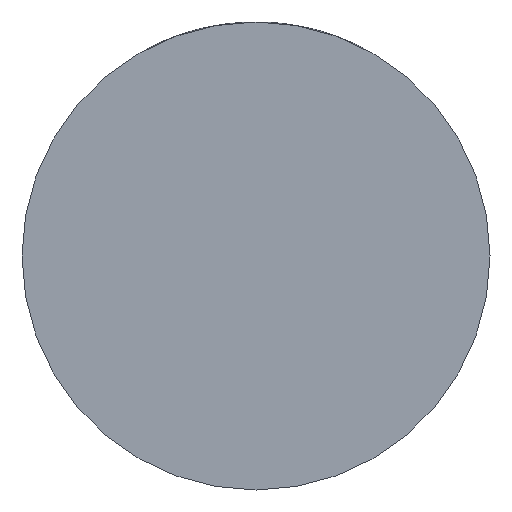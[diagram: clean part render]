
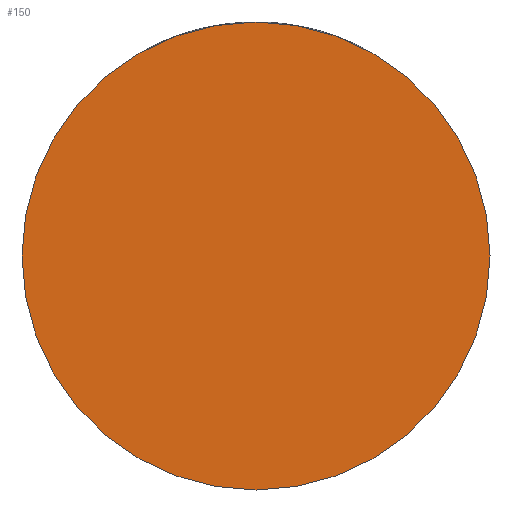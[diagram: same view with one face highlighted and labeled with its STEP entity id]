
A CAD part, front view. The second image highlights one B-rep face of the part: STEP entity #150.
In plain terms, the highlighted planar face has unit normal (0, -1, 0).
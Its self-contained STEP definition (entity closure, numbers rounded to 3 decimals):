
#63 = CARTESIAN_POINT ( 'NONE',  ( 0., 0., -3.5 ) ) ;
#150 = ADVANCED_FACE ( 'NONE', ( #700 ), #1246, .F. ) ;
#224 = DIRECTION ( 'NONE',  ( 0., 0., 1. ) ) ;
#359 = EDGE_LOOP ( 'NONE', ( #734, #1226 ) ) ;
#471 = DIRECTION ( 'NONE',  ( 0., 1., 0. ) ) ;
#626 = AXIS2_PLACEMENT_3D ( 'NONE', #1036, #835, #224 ) ;
#639 = DIRECTION ( 'NONE',  ( 0., 1., 0. ) ) ;
#647 = CARTESIAN_POINT ( 'NONE',  ( 0., 0., 0. ) ) ;
#659 = DIRECTION ( 'NONE',  ( 0., 0., 1. ) ) ;
#680 = AXIS2_PLACEMENT_3D ( 'NONE', #983, #471, #693 ) ;
#693 = DIRECTION ( 'NONE',  ( 0., 0., 1. ) ) ;
#700 = FACE_OUTER_BOUND ( 'NONE', #359, .T. ) ;
#719 = EDGE_CURVE ( 'NONE', #1233, #1039, #847, .T. ) ;
#734 = ORIENTED_EDGE ( 'NONE', *, *, #719, .F. ) ;
#775 = AXIS2_PLACEMENT_3D ( 'NONE', #647, #639, #659 ) ;
#812 = CARTESIAN_POINT ( 'NONE',  ( 0., 0., 3.5 ) ) ;
#835 = DIRECTION ( 'NONE',  ( 0., 1., 0. ) ) ;
#847 = CIRCLE ( 'NONE', #680, 3.5 ) ;
#981 = CIRCLE ( 'NONE', #775, 3.5 ) ;
#983 = CARTESIAN_POINT ( 'NONE',  ( 0., 0., 0. ) ) ;
#1036 = CARTESIAN_POINT ( 'NONE',  ( 0., 0., 0. ) ) ;
#1039 = VERTEX_POINT ( 'NONE', #812 ) ;
#1059 = EDGE_CURVE ( 'NONE', #1039, #1233, #981, .T. ) ;
#1226 = ORIENTED_EDGE ( 'NONE', *, *, #1059, .F. ) ;
#1233 = VERTEX_POINT ( 'NONE', #63 ) ;
#1246 = PLANE ( 'NONE',  #626 ) ;
